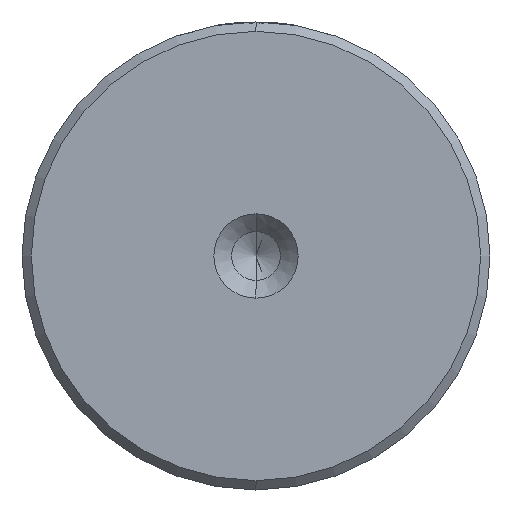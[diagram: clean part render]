
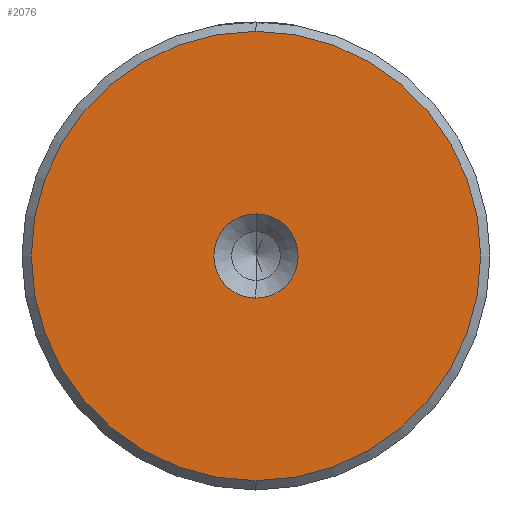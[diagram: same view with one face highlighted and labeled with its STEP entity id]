
A CAD part, left-side view. The second image highlights one B-rep face of the part: STEP entity #2076.
In plain terms, the highlighted planar face has unit normal (-1, 0, 0).
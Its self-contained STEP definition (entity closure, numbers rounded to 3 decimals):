
#26 = DIRECTION ( 'NONE',  ( -1., 0., 0. ) ) ;
#30 = EDGE_CURVE ( 'NONE', #1626, #891, #660, .T. ) ;
#88 = EDGE_LOOP ( 'NONE', ( #1740, #2149 ) ) ;
#89 = EDGE_CURVE ( 'NONE', #1617, #1288, #1521, .T. ) ;
#184 = PLANE ( 'NONE',  #924 ) ;
#200 = DIRECTION ( 'NONE',  ( -1., 0., 0. ) ) ;
#297 = CARTESIAN_POINT ( 'NONE',  ( 0., 0., 2.25 ) ) ;
#341 = AXIS2_PLACEMENT_3D ( 'NONE', #1769, #672, #1955 ) ;
#427 = DIRECTION ( 'NONE',  ( 0., 0., 1. ) ) ;
#447 = DIRECTION ( 'NONE',  ( -1., 0., 0. ) ) ;
#464 = CIRCLE ( 'NONE', #341, 2.25 ) ;
#466 = CARTESIAN_POINT ( 'NONE',  ( 0., 0., 0. ) ) ;
#533 = CARTESIAN_POINT ( 'NONE',  ( 0., 0., 12. ) ) ;
#660 = CIRCLE ( 'NONE', #711, 12. ) ;
#672 = DIRECTION ( 'NONE',  ( -1., 0., 0. ) ) ;
#711 = AXIS2_PLACEMENT_3D ( 'NONE', #466, #447, #427 ) ;
#891 = VERTEX_POINT ( 'NONE', #533 ) ;
#924 = AXIS2_PLACEMENT_3D ( 'NONE', #1140, #2047, #1503 ) ;
#1140 = CARTESIAN_POINT ( 'NONE',  ( 0., 0., 0. ) ) ;
#1205 = EDGE_CURVE ( 'NONE', #1288, #1617, #464, .T. ) ;
#1288 = VERTEX_POINT ( 'NONE', #297 ) ;
#1339 = CARTESIAN_POINT ( 'NONE',  ( 0., 0., 0. ) ) ;
#1343 = AXIS2_PLACEMENT_3D ( 'NONE', #2266, #26, #2238 ) ;
#1503 = DIRECTION ( 'NONE',  ( 0., 0., 1. ) ) ;
#1515 = DIRECTION ( 'NONE',  ( 0., 0., 1. ) ) ;
#1521 = CIRCLE ( 'NONE', #1343, 2.25 ) ;
#1595 = FACE_BOUND ( 'NONE', #1659, .T. ) ;
#1617 = VERTEX_POINT ( 'NONE', #2280 ) ;
#1626 = VERTEX_POINT ( 'NONE', #1912 ) ;
#1654 = FACE_OUTER_BOUND ( 'NONE', #88, .T. ) ;
#1659 = EDGE_LOOP ( 'NONE', ( #2234, #1774 ) ) ;
#1740 = ORIENTED_EDGE ( 'NONE', *, *, #30, .T. ) ;
#1769 = CARTESIAN_POINT ( 'NONE',  ( 0., 0., 0. ) ) ;
#1774 = ORIENTED_EDGE ( 'NONE', *, *, #89, .F. ) ;
#1890 = CIRCLE ( 'NONE', #2037, 12. ) ;
#1912 = CARTESIAN_POINT ( 'NONE',  ( 0., 0., -12. ) ) ;
#1955 = DIRECTION ( 'NONE',  ( 0., 0., 1. ) ) ;
#2037 = AXIS2_PLACEMENT_3D ( 'NONE', #1339, #200, #1515 ) ;
#2047 = DIRECTION ( 'NONE',  ( -1., 0., 0. ) ) ;
#2076 = ADVANCED_FACE ( 'NONE', ( #1654, #1595 ), #184, .T. ) ;
#2149 = ORIENTED_EDGE ( 'NONE', *, *, #2156, .T. ) ;
#2156 = EDGE_CURVE ( 'NONE', #891, #1626, #1890, .T. ) ;
#2234 = ORIENTED_EDGE ( 'NONE', *, *, #1205, .F. ) ;
#2238 = DIRECTION ( 'NONE',  ( 0., 0., 1. ) ) ;
#2266 = CARTESIAN_POINT ( 'NONE',  ( 0., 0., 0. ) ) ;
#2280 = CARTESIAN_POINT ( 'NONE',  ( 0., 0., -2.25 ) ) ;
